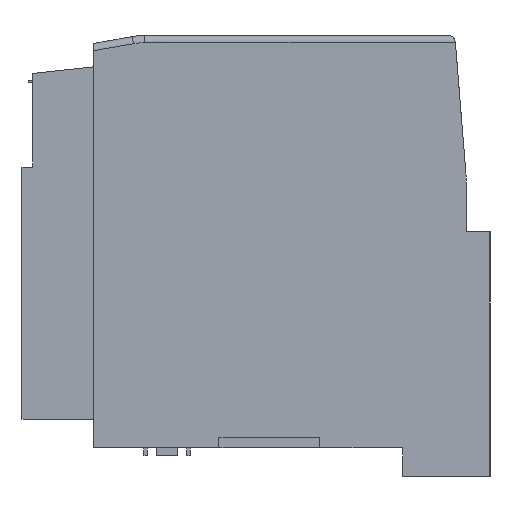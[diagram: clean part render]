
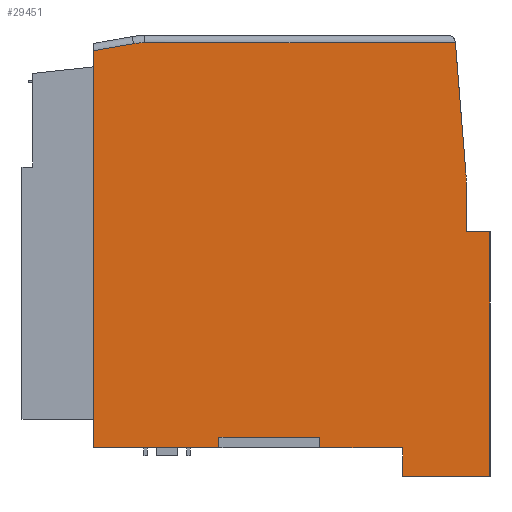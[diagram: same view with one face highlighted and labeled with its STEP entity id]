
A CAD part, left-side view. The second image highlights one B-rep face of the part: STEP entity #29451.
In plain terms, the highlighted planar face has unit normal (-1, 0, 0).
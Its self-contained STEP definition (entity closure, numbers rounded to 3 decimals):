
#135 = CARTESIAN_POINT ( 'NONE',  ( -44.35, -29.25, 30.05 ) ) ;
#173 = EDGE_CURVE ( 'NONE', #1237, #16328, #4659, .T. ) ;
#485 = VERTEX_POINT ( 'NONE', #16193 ) ;
#533 = VECTOR ( 'NONE', #11558, 1000. ) ;
#872 = EDGE_CURVE ( 'NONE', #20857, #16069, #8203, .T. ) ;
#1237 = VERTEX_POINT ( 'NONE', #7782 ) ;
#1799 = DIRECTION ( 'NONE',  ( 0., 1., 0. ) ) ;
#1964 = ORIENTED_EDGE ( 'NONE', *, *, #27734, .T. ) ;
#2539 = LINE ( 'NONE', #10029, #27104 ) ;
#2563 = AXIS2_PLACEMENT_3D ( 'NONE', #23163, #8874, #25578 ) ;
#2618 = VECTOR ( 'NONE', #13805, 1000. ) ;
#2638 = CARTESIAN_POINT ( 'NONE',  ( -44.35, -29.25, 30.05 ) ) ;
#2725 = ORIENTED_EDGE ( 'NONE', *, *, #14357, .T. ) ;
#3419 = VECTOR ( 'NONE', #26469, 1000. ) ;
#3668 = CARTESIAN_POINT ( 'NONE',  ( -44.35, 8.45, 1.5 ) ) ;
#3894 = VERTEX_POINT ( 'NONE', #29475 ) ;
#3896 = VECTOR ( 'NONE', #18805, 1000. ) ;
#4373 = CARTESIAN_POINT ( 'NONE',  ( -44.35, 25.95, 0. ) ) ;
#4552 = ORIENTED_EDGE ( 'NONE', *, *, #26636, .T. ) ;
#4567 = VERTEX_POINT ( 'NONE', #13020 ) ;
#4658 = ORIENTED_EDGE ( 'NONE', *, *, #11961, .T. ) ;
#4659 = LINE ( 'NONE', #19053, #3896 ) ;
#4894 = ORIENTED_EDGE ( 'NONE', *, *, #12595, .T. ) ;
#5569 = VECTOR ( 'NONE', #24896, 1000. ) ;
#5622 = AXIS2_PLACEMENT_3D ( 'NONE', #8845, #25546, #11273 ) ;
#5793 = CARTESIAN_POINT ( 'NONE',  ( -44.35, -25.95, 0. ) ) ;
#6320 = DIRECTION ( 'NONE',  ( 0., 0., -1. ) ) ;
#6382 = CARTESIAN_POINT ( 'NONE',  ( -44.35, 8.45, 1.5 ) ) ;
#6616 = EDGE_CURVE ( 'NONE', #26695, #3894, #8455, .T. ) ;
#7145 = CARTESIAN_POINT ( 'NONE',  ( -44.35, -24.773, 64.091 ) ) ;
#7326 = DIRECTION ( 'NONE',  ( 0., 1., 0. ) ) ;
#7393 = CARTESIAN_POINT ( 'NONE',  ( -44.35, -25.95, 0. ) ) ;
#7657 = ORIENTED_EDGE ( 'NONE', *, *, #22079, .T. ) ;
#7782 = CARTESIAN_POINT ( 'NONE',  ( -44.35, -25.95, 36.791 ) ) ;
#8203 = LINE ( 'NONE', #3668, #13885 ) ;
#8275 = VERTEX_POINT ( 'NONE', #22204 ) ;
#8455 = LINE ( 'NONE', #23146, #27516 ) ;
#8775 = CARTESIAN_POINT ( 'NONE',  ( -44.35, 20.332, 56.216 ) ) ;
#8845 = CARTESIAN_POINT ( 'NONE',  ( -44.35, -25.95, 57.35 ) ) ;
#8874 = DIRECTION ( 'NONE',  ( -1., 0., 0. ) ) ;
#8915 = LINE ( 'NONE', #16227, #2618 ) ;
#9806 = DIRECTION ( 'NONE',  ( 0., -1., 0. ) ) ;
#10029 = CARTESIAN_POINT ( 'NONE',  ( -44.35, -17.09, -4. ) ) ;
#10073 = VECTOR ( 'NONE', #11126, 1000. ) ;
#10163 = VERTEX_POINT ( 'NONE', #18886 ) ;
#10818 = LINE ( 'NONE', #13421, #10073 ) ;
#11023 = VERTEX_POINT ( 'NONE', #8775 ) ;
#11126 = DIRECTION ( 'NONE',  ( 0., 0., -1. ) ) ;
#11152 = FACE_OUTER_BOUND ( 'NONE', #26941, .T. ) ;
#11273 = DIRECTION ( 'NONE',  ( 0., 0., -1. ) ) ;
#11469 = CARTESIAN_POINT ( 'NONE',  ( -44.35, -24.35, 57.35 ) ) ;
#11472 = LINE ( 'NONE', #7393, #17085 ) ;
#11558 = DIRECTION ( 'NONE',  ( 0., -0.081, -0.997 ) ) ;
#11736 = CARTESIAN_POINT ( 'NONE',  ( -44.35, 25.95, 55.235 ) ) ;
#11864 = CARTESIAN_POINT ( 'NONE',  ( -44.35, 18.784, 47.35 ) ) ;
#11961 = EDGE_CURVE ( 'NONE', #17684, #4567, #17539, .T. ) ;
#12462 = DIRECTION ( 'NONE',  ( 0., 0., 1. ) ) ;
#12552 = VERTEX_POINT ( 'NONE', #2638 ) ;
#12595 = EDGE_CURVE ( 'NONE', #25963, #16069, #11472, .T. ) ;
#13020 = CARTESIAN_POINT ( 'NONE',  ( -44.35, -17.09, 0. ) ) ;
#13421 = CARTESIAN_POINT ( 'NONE',  ( -44.35, -29.25, 30.05 ) ) ;
#13712 = CARTESIAN_POINT ( 'NONE',  ( -44.35, 0., 1.5 ) ) ;
#13805 = DIRECTION ( 'NONE',  ( 0., 0., -1. ) ) ;
#13850 = ORIENTED_EDGE ( 'NONE', *, *, #872, .F. ) ;
#13885 = VECTOR ( 'NONE', #20335, 1000. ) ;
#14261 = DIRECTION ( 'NONE',  ( 0., 0., -1. ) ) ;
#14357 = EDGE_CURVE ( 'NONE', #12552, #16328, #16130, .T. ) ;
#15396 = VECTOR ( 'NONE', #7326, 1000. ) ;
#15400 = VECTOR ( 'NONE', #21474, 1000. ) ;
#15438 = EDGE_CURVE ( 'NONE', #10163, #8275, #21715, .T. ) ;
#16069 = VERTEX_POINT ( 'NONE', #22209 ) ;
#16130 = LINE ( 'NONE', #135, #3419 ) ;
#16193 = CARTESIAN_POINT ( 'NONE',  ( -44.35, -5.55, 1.5 ) ) ;
#16227 = CARTESIAN_POINT ( 'NONE',  ( -44.35, 25.95, 57.35 ) ) ;
#16328 = VERTEX_POINT ( 'NONE', #20720 ) ;
#17061 = CIRCLE ( 'NONE', #2563, 20. ) ;
#17085 = VECTOR ( 'NONE', #9806, 1000. ) ;
#17157 = CARTESIAN_POINT ( 'NONE',  ( -44.35, -24.431, 56.35 ) ) ;
#17539 = LINE ( 'NONE', #5793, #5569 ) ;
#17684 = VERTEX_POINT ( 'NONE', #21148 ) ;
#17995 = LINE ( 'NONE', #23042, #23596 ) ;
#18184 = CIRCLE ( 'NONE', #28292, 9. ) ;
#18805 = DIRECTION ( 'NONE',  ( 0., 0., -1. ) ) ;
#18886 = CARTESIAN_POINT ( 'NONE',  ( -44.35, -29.25, -4. ) ) ;
#19053 = CARTESIAN_POINT ( 'NONE',  ( -44.35, -25.95, 57.35 ) ) ;
#19137 = ORIENTED_EDGE ( 'NONE', *, *, #25967, .F. ) ;
#20238 = ORIENTED_EDGE ( 'NONE', *, *, #26928, .T. ) ;
#20335 = DIRECTION ( 'NONE',  ( 0., 0., -1. ) ) ;
#20720 = CARTESIAN_POINT ( 'NONE',  ( -44.35, -25.95, 30.05 ) ) ;
#20857 = VERTEX_POINT ( 'NONE', #6382 ) ;
#21148 = CARTESIAN_POINT ( 'NONE',  ( -44.35, -5.55, 0. ) ) ;
#21457 = EDGE_CURVE ( 'NONE', #485, #20857, #27779, .T. ) ;
#21474 = DIRECTION ( 'NONE',  ( 0., 0.985, -0.172 ) ) ;
#21715 = LINE ( 'NONE', #26409, #15396 ) ;
#22066 = ORIENTED_EDGE ( 'NONE', *, *, #15438, .F. ) ;
#22079 = EDGE_CURVE ( 'NONE', #11023, #24618, #28051, .T. ) ;
#22204 = CARTESIAN_POINT ( 'NONE',  ( -44.35, -17.09, -4. ) ) ;
#22209 = CARTESIAN_POINT ( 'NONE',  ( -44.35, 8.45, 0. ) ) ;
#22361 = VERTEX_POINT ( 'NONE', #22764 ) ;
#22764 = CARTESIAN_POINT ( 'NONE',  ( -44.35, -25.885, 38.406 ) ) ;
#22878 = EDGE_CURVE ( 'NONE', #24618, #25963, #8915, .T. ) ;
#23042 = CARTESIAN_POINT ( 'NONE',  ( -44.35, -5.55, 1.5 ) ) ;
#23146 = CARTESIAN_POINT ( 'NONE',  ( -44.35, -25.95, 56.35 ) ) ;
#23163 = CARTESIAN_POINT ( 'NONE',  ( -44.35, -5.95, 36.791 ) ) ;
#23596 = VECTOR ( 'NONE', #6320, 1000. ) ;
#24618 = VERTEX_POINT ( 'NONE', #11736 ) ;
#24759 = EDGE_CURVE ( 'NONE', #8275, #4567, #2539, .T. ) ;
#24896 = DIRECTION ( 'NONE',  ( 0., -1., 0. ) ) ;
#25160 = ORIENTED_EDGE ( 'NONE', *, *, #28469, .F. ) ;
#25546 = DIRECTION ( 'NONE',  ( 1., 0., 0. ) ) ;
#25564 = DIRECTION ( 'NONE',  ( 0., 1., 0. ) ) ;
#25578 = DIRECTION ( 'NONE',  ( 0., 0., -1. ) ) ;
#25886 = LINE ( 'NONE', #11469, #533 ) ;
#25963 = VERTEX_POINT ( 'NONE', #4373 ) ;
#25967 = EDGE_CURVE ( 'NONE', #26695, #22361, #25886, .T. ) ;
#26409 = CARTESIAN_POINT ( 'NONE',  ( -44.35, -17.09, -4. ) ) ;
#26469 = DIRECTION ( 'NONE',  ( 0., 1., 0. ) ) ;
#26636 = EDGE_CURVE ( 'NONE', #3894, #11023, #18184, .T. ) ;
#26695 = VERTEX_POINT ( 'NONE', #17157 ) ;
#26740 = ORIENTED_EDGE ( 'NONE', *, *, #6616, .T. ) ;
#26928 = EDGE_CURVE ( 'NONE', #1237, #22361, #17061, .T. ) ;
#26941 = EDGE_LOOP ( 'NONE', ( #19137, #26740, #4552, #7657, #30892, #4894, #13850, #28049, #1964, #4658, #29093, #22066, #25160, #2725, #30091, #20238 ) ) ;
#27014 = VECTOR ( 'NONE', #1799, 1000. ) ;
#27104 = VECTOR ( 'NONE', #12462, 1000. ) ;
#27516 = VECTOR ( 'NONE', #25564, 1000. ) ;
#27734 = EDGE_CURVE ( 'NONE', #485, #17684, #17995, .T. ) ;
#27779 = LINE ( 'NONE', #13712, #27014 ) ;
#27852 = PLANE ( 'NONE',  #5622 ) ;
#28049 = ORIENTED_EDGE ( 'NONE', *, *, #21457, .F. ) ;
#28051 = LINE ( 'NONE', #7145, #15400 ) ;
#28292 = AXIS2_PLACEMENT_3D ( 'NONE', #11864, #28508, #14261 ) ;
#28469 = EDGE_CURVE ( 'NONE', #12552, #10163, #10818, .T. ) ;
#28508 = DIRECTION ( 'NONE',  ( -1., 0., 0. ) ) ;
#29093 = ORIENTED_EDGE ( 'NONE', *, *, #24759, .F. ) ;
#29451 = ADVANCED_FACE ( 'NONE', ( #11152 ), #27852, .F. ) ;
#29475 = CARTESIAN_POINT ( 'NONE',  ( -44.35, 18.784, 56.35 ) ) ;
#30091 = ORIENTED_EDGE ( 'NONE', *, *, #173, .F. ) ;
#30892 = ORIENTED_EDGE ( 'NONE', *, *, #22878, .T. ) ;
